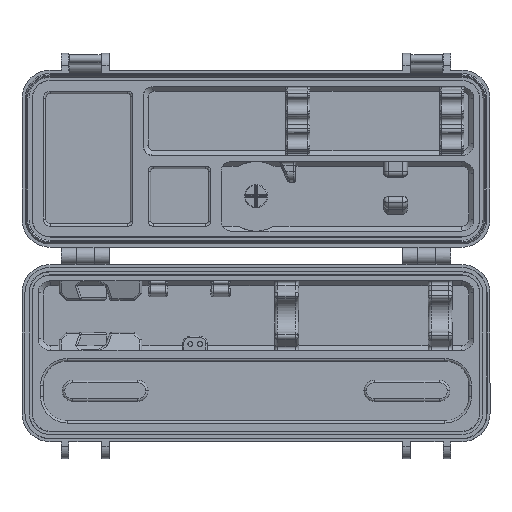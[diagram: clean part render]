
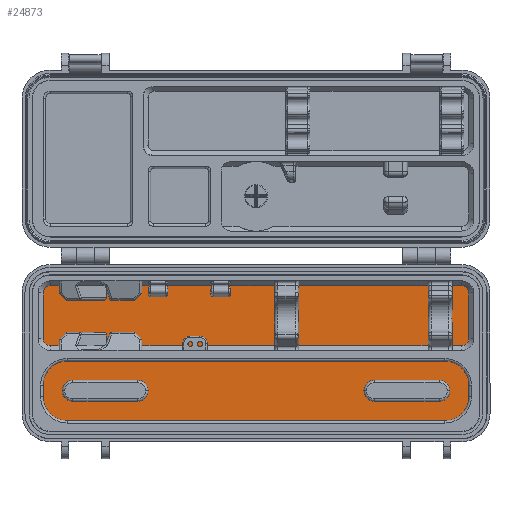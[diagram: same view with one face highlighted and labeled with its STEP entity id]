
A CAD part, top view. The second image highlights one B-rep face of the part: STEP entity #24873.
In plain terms, the highlighted planar face has unit normal (0, 0, 1).
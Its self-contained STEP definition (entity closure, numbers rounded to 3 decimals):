
#1506=PLANE('',#27311);
#2728=FACE_OUTER_BOUND('',#4242,.T.);
#4242=EDGE_LOOP('',(#21500,#21501,#21502,#21503,#21504,#21505,#21506,#21507));
#6300=LINE('',#45072,#8439);
#6303=LINE('',#45080,#8442);
#6305=LINE('',#45084,#8444);
#6306=LINE('',#45088,#8445);
#8439=VECTOR('',#33640,10.);
#8442=VECTOR('',#33649,10.);
#8444=VECTOR('',#33653,10.);
#8445=VECTOR('',#33656,10.);
#9634=CIRCLE('',#27306,6.);
#9635=CIRCLE('',#27309,6.);
#9636=CIRCLE('',#27312,6.);
#9637=CIRCLE('',#27313,6.);
#11687=VERTEX_POINT('',#45065);
#11688=VERTEX_POINT('',#45066);
#11689=VERTEX_POINT('',#45071);
#11690=VERTEX_POINT('',#45075);
#11691=VERTEX_POINT('',#45079);
#11692=VERTEX_POINT('',#45083);
#11693=VERTEX_POINT('',#45085);
#11694=VERTEX_POINT('',#45087);
#15006=EDGE_CURVE('',#11687,#11688,#9634,.T.);
#15009=EDGE_CURVE('',#11689,#11687,#6300,.T.);
#15011=EDGE_CURVE('',#11690,#11689,#9635,.T.);
#15013=EDGE_CURVE('',#11691,#11690,#6303,.T.);
#15015=EDGE_CURVE('',#11688,#11692,#6305,.T.);
#15016=EDGE_CURVE('',#11692,#11693,#9636,.T.);
#15017=EDGE_CURVE('',#11693,#11694,#6306,.T.);
#15018=EDGE_CURVE('',#11694,#11691,#9637,.T.);
#21500=ORIENTED_EDGE('',*,*,#15015,.T.);
#21501=ORIENTED_EDGE('',*,*,#15016,.T.);
#21502=ORIENTED_EDGE('',*,*,#15017,.T.);
#21503=ORIENTED_EDGE('',*,*,#15018,.T.);
#21504=ORIENTED_EDGE('',*,*,#15013,.T.);
#21505=ORIENTED_EDGE('',*,*,#15011,.T.);
#21506=ORIENTED_EDGE('',*,*,#15009,.T.);
#21507=ORIENTED_EDGE('',*,*,#15006,.T.);
#24873=ADVANCED_FACE('',(#2728),#1506,.F.);
#27306=AXIS2_PLACEMENT_3D('',#45067,#33634,#33635);
#27309=AXIS2_PLACEMENT_3D('',#45076,#33644,#33645);
#27311=AXIS2_PLACEMENT_3D('',#45082,#33651,#33652);
#27312=AXIS2_PLACEMENT_3D('',#45086,#33654,#33655);
#27313=AXIS2_PLACEMENT_3D('',#45089,#33657,#33658);
#33634=DIRECTION('center_axis',(0.,0.,
1.));
#33635=DIRECTION('ref_axis',(0.707,-0.707,0.));
#33640=DIRECTION('',(1.,0.,0.));
#33644=DIRECTION('center_axis',(0.,0.,
1.));
#33645=DIRECTION('ref_axis',(-0.707,-0.707,0.));
#33649=DIRECTION('',(0.,-1.,0.));
#33651=DIRECTION('center_axis',(0.,0.,
-1.));
#33652=DIRECTION('ref_axis',(-1.,0.,0.));
#33653=DIRECTION('',(0.,1.,0.));
#33654=DIRECTION('center_axis',(0.,0.,
1.));
#33655=DIRECTION('ref_axis',(0.707,0.707,0.));
#33656=DIRECTION('',(-1.,0.,0.));
#33657=DIRECTION('center_axis',(0.,0.,
1.));
#33658=DIRECTION('ref_axis',(-0.707,0.707,0.));
#45065=CARTESIAN_POINT('',(509.029,-27.466,2.272));
#45066=CARTESIAN_POINT('',(515.029,-21.466,2.272));
#45067=CARTESIAN_POINT('Origin',(509.029,-21.466,2.272));
#45071=CARTESIAN_POINT('',(338.029,-27.466,2.272));
#45072=CARTESIAN_POINT('',(423.529,-27.466,2.272));
#45075=CARTESIAN_POINT('',(332.029,-21.466,2.272));
#45076=CARTESIAN_POINT('Origin',(338.029,-21.466,2.272));
#45079=CARTESIAN_POINT('',(332.029,28.62,2.272));
#45080=CARTESIAN_POINT('',(332.029,-11.544,2.272));
#45082=CARTESIAN_POINT('Origin',(452.529,19.335,2.272));
#45083=CARTESIAN_POINT('',(515.029,28.62,2.272));
#45084=CARTESIAN_POINT('',(515.029,-6.811,2.272));
#45085=CARTESIAN_POINT('',(509.029,34.62,2.272));
#45086=CARTESIAN_POINT('Origin',(509.029,28.62,2.272));
#45087=CARTESIAN_POINT('',(338.029,34.62,2.272));
#45088=CARTESIAN_POINT('',(423.529,34.62,2.272));
#45089=CARTESIAN_POINT('Origin',(338.029,28.62,2.272));
